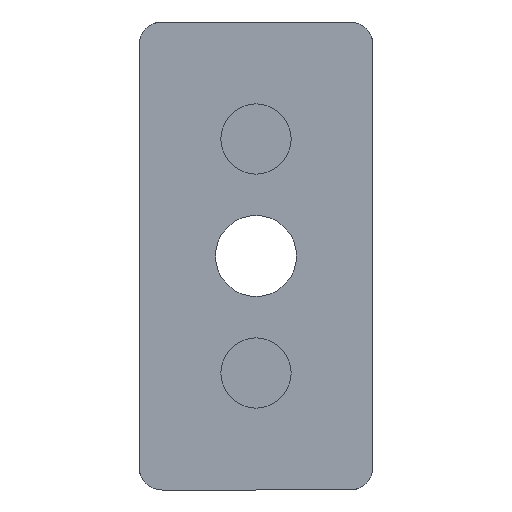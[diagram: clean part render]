
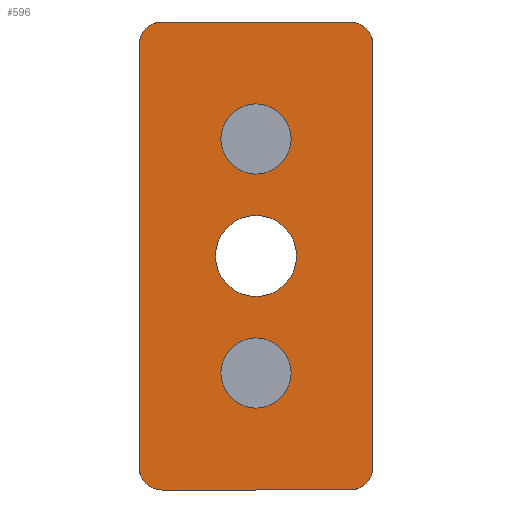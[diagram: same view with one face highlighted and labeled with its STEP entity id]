
A CAD part, front view. The second image highlights one B-rep face of the part: STEP entity #596.
In plain terms, the highlighted planar face has unit normal (0, -1, 0).
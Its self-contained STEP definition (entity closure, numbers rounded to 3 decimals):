
#5 = DIRECTION ( 'NONE',  ( 0., -1., 0. ) ) ;
#16 = CIRCLE ( 'NONE', #757, 6. ) ;
#22 = FACE_BOUND ( 'NONE', #104, .T. ) ;
#43 = CIRCLE ( 'NONE', #226, 6. ) ;
#55 = EDGE_CURVE ( 'NONE', #437, #998, #811, .T. ) ;
#73 = PLANE ( 'NONE',  #1031 ) ;
#82 = VERTEX_POINT ( 'NONE', #802 ) ;
#104 = EDGE_LOOP ( 'NONE', ( #921, #1311 ) ) ;
#108 = ORIENTED_EDGE ( 'NONE', *, *, #1260, .F. ) ;
#125 = CARTESIAN_POINT ( 'NONE',  ( -16., 0., -36. ) ) ;
#131 = DIRECTION ( 'NONE',  ( 1., 0., 0. ) ) ;
#156 = VERTEX_POINT ( 'NONE', #826 ) ;
#168 = FACE_BOUND ( 'NONE', #450, .T. ) ;
#174 = CARTESIAN_POINT ( 'NONE',  ( 20., 0., 36. ) ) ;
#182 = DIRECTION ( 'NONE',  ( 0., 1., 0. ) ) ;
#191 = EDGE_CURVE ( 'NONE', #946, #479, #394, .T. ) ;
#192 = ORIENTED_EDGE ( 'NONE', *, *, #1126, .F. ) ;
#204 = EDGE_LOOP ( 'NONE', ( #1280, #723, #1067, #1199, #1221, #289, #108, #784 ) ) ;
#215 = DIRECTION ( 'NONE',  ( 0., 0., -1. ) ) ;
#217 = EDGE_CURVE ( 'NONE', #1008, #156, #307, .T. ) ;
#226 = AXIS2_PLACEMENT_3D ( 'NONE', #763, #386, #858 ) ;
#229 = DIRECTION ( 'NONE',  ( 0., 1., 0. ) ) ;
#233 = DIRECTION ( 'NONE',  ( -1., 0., 0. ) ) ;
#238 = EDGE_CURVE ( 'NONE', #736, #946, #1081, .T. ) ;
#243 = ORIENTED_EDGE ( 'NONE', *, *, #624, .F. ) ;
#245 = CARTESIAN_POINT ( 'NONE',  ( 0., 0., -20. ) ) ;
#246 = EDGE_CURVE ( 'NONE', #479, #1072, #862, .T. ) ;
#267 = FACE_BOUND ( 'NONE', #1201, .T. ) ;
#286 = CARTESIAN_POINT ( 'NONE',  ( -20., 0., 36. ) ) ;
#289 = ORIENTED_EDGE ( 'NONE', *, *, #442, .F. ) ;
#291 = FACE_OUTER_BOUND ( 'NONE', #204, .T. ) ;
#307 = CIRCLE ( 'NONE', #469, 6. ) ;
#340 = LINE ( 'NONE', #803, #605 ) ;
#347 = AXIS2_PLACEMENT_3D ( 'NONE', #770, #182, #871 ) ;
#352 = AXIS2_PLACEMENT_3D ( 'NONE', #814, #1002, #896 ) ;
#358 = CARTESIAN_POINT ( 'NONE',  ( -16., 0., 40. ) ) ;
#364 = DIRECTION ( 'NONE',  ( 0., 0., 1. ) ) ;
#365 = CIRCLE ( 'NONE', #347, 4. ) ;
#377 = DIRECTION ( 'NONE',  ( 1., 0., 0. ) ) ;
#386 = DIRECTION ( 'NONE',  ( 0., -1., 0. ) ) ;
#394 = LINE ( 'NONE', #626, #551 ) ;
#406 = CIRCLE ( 'NONE', #1088, 6. ) ;
#437 = VERTEX_POINT ( 'NONE', #649 ) ;
#442 = EDGE_CURVE ( 'NONE', #1030, #850, #365, .T. ) ;
#450 = EDGE_LOOP ( 'NONE', ( #243, #868 ) ) ;
#464 = CARTESIAN_POINT ( 'NONE',  ( 16., 0., 40. ) ) ;
#469 = AXIS2_PLACEMENT_3D ( 'NONE', #1146, #636, #526 ) ;
#479 = VERTEX_POINT ( 'NONE', #909 ) ;
#498 = VERTEX_POINT ( 'NONE', #286 ) ;
#507 = LINE ( 'NONE', #1164, #1241 ) ;
#510 = DIRECTION ( 'NONE',  ( 0., 0., -1. ) ) ;
#526 = DIRECTION ( 'NONE',  ( 0., 0., -1. ) ) ;
#539 = AXIS2_PLACEMENT_3D ( 'NONE', #125, #229, #131 ) ;
#549 = DIRECTION ( 'NONE',  ( 1., 0., 0. ) ) ;
#551 = VECTOR ( 'NONE', #233, 1000. ) ;
#567 = CARTESIAN_POINT ( 'NONE',  ( -16., 0., 36. ) ) ;
#574 = CARTESIAN_POINT ( 'NONE',  ( 0., 0., 0. ) ) ;
#585 = VERTEX_POINT ( 'NONE', #358 ) ;
#588 = CARTESIAN_POINT ( 'NONE',  ( -20., 0., -36. ) ) ;
#596 = ADVANCED_FACE ( 'NONE', ( #291, #22, #168, #267 ), #73, .F. ) ;
#598 = EDGE_CURVE ( 'NONE', #998, #437, #994, .T. ) ;
#605 = VECTOR ( 'NONE', #215, 1000. ) ;
#624 = EDGE_CURVE ( 'NONE', #865, #82, #406, .T. ) ;
#626 = CARTESIAN_POINT ( 'NONE',  ( 0., 0., -40. ) ) ;
#636 = DIRECTION ( 'NONE',  ( 0., -1., 0. ) ) ;
#649 = CARTESIAN_POINT ( 'NONE',  ( 0., 0., -6.918 ) ) ;
#684 = CARTESIAN_POINT ( 'NONE',  ( 16., 0., -40. ) ) ;
#723 = ORIENTED_EDGE ( 'NONE', *, *, #246, .F. ) ;
#727 = CARTESIAN_POINT ( 'NONE',  ( 20., 0., -36. ) ) ;
#736 = VERTEX_POINT ( 'NONE', #727 ) ;
#748 = DIRECTION ( 'NONE',  ( 0., 1., 0. ) ) ;
#757 = AXIS2_PLACEMENT_3D ( 'NONE', #245, #1163, #1253 ) ;
#763 = CARTESIAN_POINT ( 'NONE',  ( 0., 0., 20. ) ) ;
#770 = CARTESIAN_POINT ( 'NONE',  ( 16., 0., 36. ) ) ;
#774 = DIRECTION ( 'NONE',  ( 0., 1., 0. ) ) ;
#782 = VECTOR ( 'NONE', #364, 1000. ) ;
#784 = ORIENTED_EDGE ( 'NONE', *, *, #976, .F. ) ;
#792 = CARTESIAN_POINT ( 'NONE',  ( 0., 0., 14. ) ) ;
#798 = CARTESIAN_POINT ( 'NONE',  ( 0., 0., 20. ) ) ;
#802 = CARTESIAN_POINT ( 'NONE',  ( 0., 0., 26. ) ) ;
#803 = CARTESIAN_POINT ( 'NONE',  ( 20., 0., 0. ) ) ;
#811 = CIRCLE ( 'NONE', #352, 6.918 ) ;
#814 = CARTESIAN_POINT ( 'NONE',  ( 0., 0., 0. ) ) ;
#826 = CARTESIAN_POINT ( 'NONE',  ( 0., 0., -26. ) ) ;
#850 = VERTEX_POINT ( 'NONE', #174 ) ;
#855 = DIRECTION ( 'NONE',  ( 0., -1., 0. ) ) ;
#856 = LINE ( 'NONE', #1070, #782 ) ;
#858 = DIRECTION ( 'NONE',  ( 0., 0., -1. ) ) ;
#862 = CIRCLE ( 'NONE', #539, 4. ) ;
#865 = VERTEX_POINT ( 'NONE', #792 ) ;
#868 = ORIENTED_EDGE ( 'NONE', *, *, #1053, .F. ) ;
#871 = DIRECTION ( 'NONE',  ( 1., 0., 0. ) ) ;
#896 = DIRECTION ( 'NONE',  ( 0., 0., -1. ) ) ;
#908 = AXIS2_PLACEMENT_3D ( 'NONE', #913, #1240, #1150 ) ;
#909 = CARTESIAN_POINT ( 'NONE',  ( -16., 0., -40. ) ) ;
#913 = CARTESIAN_POINT ( 'NONE',  ( 16., 0., -36. ) ) ;
#921 = ORIENTED_EDGE ( 'NONE', *, *, #55, .F. ) ;
#926 = ORIENTED_EDGE ( 'NONE', *, *, #217, .F. ) ;
#946 = VERTEX_POINT ( 'NONE', #684 ) ;
#964 = EDGE_CURVE ( 'NONE', #850, #736, #340, .T. ) ;
#976 = EDGE_CURVE ( 'NONE', #498, #585, #1272, .T. ) ;
#977 = DIRECTION ( 'NONE',  ( 0., 0., -1. ) ) ;
#979 = EDGE_CURVE ( 'NONE', #1072, #498, #856, .T. ) ;
#994 = CIRCLE ( 'NONE', #1299, 6.918 ) ;
#998 = VERTEX_POINT ( 'NONE', #1167 ) ;
#1002 = DIRECTION ( 'NONE',  ( 0., -1., 0. ) ) ;
#1008 = VERTEX_POINT ( 'NONE', #1077 ) ;
#1030 = VERTEX_POINT ( 'NONE', #464 ) ;
#1031 = AXIS2_PLACEMENT_3D ( 'NONE', #1093, #774, #1196 ) ;
#1053 = EDGE_CURVE ( 'NONE', #82, #865, #43, .T. ) ;
#1067 = ORIENTED_EDGE ( 'NONE', *, *, #191, .F. ) ;
#1070 = CARTESIAN_POINT ( 'NONE',  ( -20., 0., 0. ) ) ;
#1072 = VERTEX_POINT ( 'NONE', #588 ) ;
#1077 = CARTESIAN_POINT ( 'NONE',  ( 0., 0., -14. ) ) ;
#1081 = CIRCLE ( 'NONE', #908, 4. ) ;
#1088 = AXIS2_PLACEMENT_3D ( 'NONE', #798, #5, #510 ) ;
#1093 = CARTESIAN_POINT ( 'NONE',  ( 0., 0., 0. ) ) ;
#1126 = EDGE_CURVE ( 'NONE', #156, #1008, #16, .T. ) ;
#1146 = CARTESIAN_POINT ( 'NONE',  ( 0., 0., -20. ) ) ;
#1150 = DIRECTION ( 'NONE',  ( 1., 0., 0. ) ) ;
#1163 = DIRECTION ( 'NONE',  ( 0., -1., 0. ) ) ;
#1164 = CARTESIAN_POINT ( 'NONE',  ( 0., 0., 40. ) ) ;
#1167 = CARTESIAN_POINT ( 'NONE',  ( 0., 0., 6.917 ) ) ;
#1196 = DIRECTION ( 'NONE',  ( 0., 0., 1. ) ) ;
#1199 = ORIENTED_EDGE ( 'NONE', *, *, #238, .F. ) ;
#1201 = EDGE_LOOP ( 'NONE', ( #192, #926 ) ) ;
#1221 = ORIENTED_EDGE ( 'NONE', *, *, #964, .F. ) ;
#1240 = DIRECTION ( 'NONE',  ( 0., 1., 0. ) ) ;
#1241 = VECTOR ( 'NONE', #549, 1000. ) ;
#1253 = DIRECTION ( 'NONE',  ( 0., 0., -1. ) ) ;
#1260 = EDGE_CURVE ( 'NONE', #585, #1030, #507, .T. ) ;
#1272 = CIRCLE ( 'NONE', #1291, 4. ) ;
#1280 = ORIENTED_EDGE ( 'NONE', *, *, #979, .F. ) ;
#1291 = AXIS2_PLACEMENT_3D ( 'NONE', #567, #748, #377 ) ;
#1299 = AXIS2_PLACEMENT_3D ( 'NONE', #574, #855, #977 ) ;
#1311 = ORIENTED_EDGE ( 'NONE', *, *, #598, .F. ) ;
